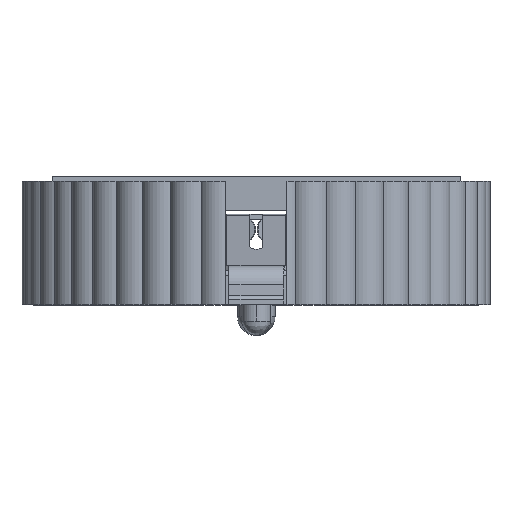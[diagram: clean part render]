
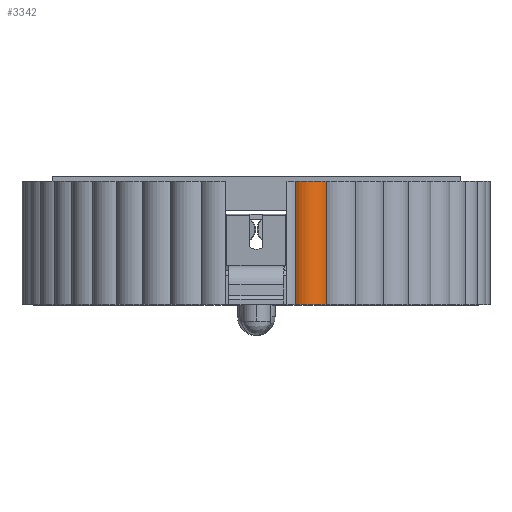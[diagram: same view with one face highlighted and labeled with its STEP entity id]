
A CAD part, top view. The second image highlights one B-rep face of the part: STEP entity #3342.
In plain terms, the highlighted cylindrical face has radius 0.683 mm (diameter 1.365 mm), a partial arc.
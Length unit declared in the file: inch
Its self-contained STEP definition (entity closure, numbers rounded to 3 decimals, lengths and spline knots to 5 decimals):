
#39 = CARTESIAN_POINT ( 'NONE',  ( 0.11348, -0.09203, 0.26507 ) ) ;
#210 = DIRECTION ( 'NONE',  ( 0., 0., -1. ) ) ;
#962 = EDGE_CURVE ( 'NONE', #9403, #14945, #6109, .T. ) ;
#1411 = DIRECTION ( 'NONE',  ( 0., 0., -1. ) ) ;
#1886 = LINE ( 'NONE', #4273, #11946 ) ;
#2713 = ORIENTED_EDGE ( 'NONE', *, *, #9453, .T. ) ;
#2857 = DIRECTION ( 'NONE',  ( 0., -1., 0. ) ) ;
#2916 = CARTESIAN_POINT ( 'NONE',  ( 0.09813, -0.09203, 0.28714 ) ) ;
#3342 = ADVANCED_FACE ( 'NONE', ( #14488 ), #9086, .T. ) ;
#3428 = ORIENTED_EDGE ( 'NONE', *, *, #9801, .T. ) ;
#3730 = CARTESIAN_POINT ( 'NONE',  ( 0.13738, -0.09203, 0.27737 ) ) ;
#4055 = ORIENTED_EDGE ( 'NONE', *, *, #9410, .F. ) ;
#4273 = CARTESIAN_POINT ( 'NONE',  ( 0.09813, 0.10724, 0.28714 ) ) ;
#4872 = LINE ( 'NONE', #15417, #15361 ) ;
#6104 = ORIENTED_EDGE ( 'NONE', *, *, #962, .T. ) ;
#6109 = CIRCLE ( 'NONE', #13316, 0.02688 ) ;
#6363 = AXIS2_PLACEMENT_3D ( 'NONE', #6709, #16298, #8067 ) ;
#6709 = CARTESIAN_POINT ( 'NONE',  ( 0.11348, 0.06497, 0.26507 ) ) ;
#7952 = CARTESIAN_POINT ( 'NONE',  ( 0.09813, 0.06497, 0.28714 ) ) ;
#8067 = DIRECTION ( 'NONE',  ( 0., 0., -1. ) ) ;
#9086 = CYLINDRICAL_SURFACE ( 'NONE', #11703, 0.02688 ) ;
#9297 = CARTESIAN_POINT ( 'NONE',  ( 0.11348, 0.10731, 0.26507 ) ) ;
#9403 = VERTEX_POINT ( 'NONE', #2916 ) ;
#9410 = EDGE_CURVE ( 'NONE', #9403, #16500, #1886, .T. ) ;
#9453 = EDGE_CURVE ( 'NONE', #14945, #10836, #4872, .T. ) ;
#9557 = CIRCLE ( 'NONE', #6363, 0.02688 ) ;
#9613 = DIRECTION ( 'NONE',  ( 0., 1., 0. ) ) ;
#9801 = EDGE_CURVE ( 'NONE', #10836, #16500, #9557, .T. ) ;
#10836 = VERTEX_POINT ( 'NONE', #12176 ) ;
#11703 = AXIS2_PLACEMENT_3D ( 'NONE', #9297, #2857, #210 ) ;
#11946 = VECTOR ( 'NONE', #15245, 39.37008 ) ;
#12176 = CARTESIAN_POINT ( 'NONE',  ( 0.13738, 0.06497, 0.27737 ) ) ;
#13316 = AXIS2_PLACEMENT_3D ( 'NONE', #39, #9613, #1411 ) ;
#14071 = DIRECTION ( 'NONE',  ( 0., 1., 0. ) ) ;
#14488 = FACE_OUTER_BOUND ( 'NONE', #17642, .T. ) ;
#14945 = VERTEX_POINT ( 'NONE', #3730 ) ;
#15245 = DIRECTION ( 'NONE',  ( 0., 1., 0. ) ) ;
#15361 = VECTOR ( 'NONE', #14071, 39.37008 ) ;
#15417 = CARTESIAN_POINT ( 'NONE',  ( 0.13738, 0.10731, 0.27737 ) ) ;
#16298 = DIRECTION ( 'NONE',  ( 0., -1., 0. ) ) ;
#16500 = VERTEX_POINT ( 'NONE', #7952 ) ;
#17642 = EDGE_LOOP ( 'NONE', ( #3428, #4055, #6104, #2713 ) ) ;
